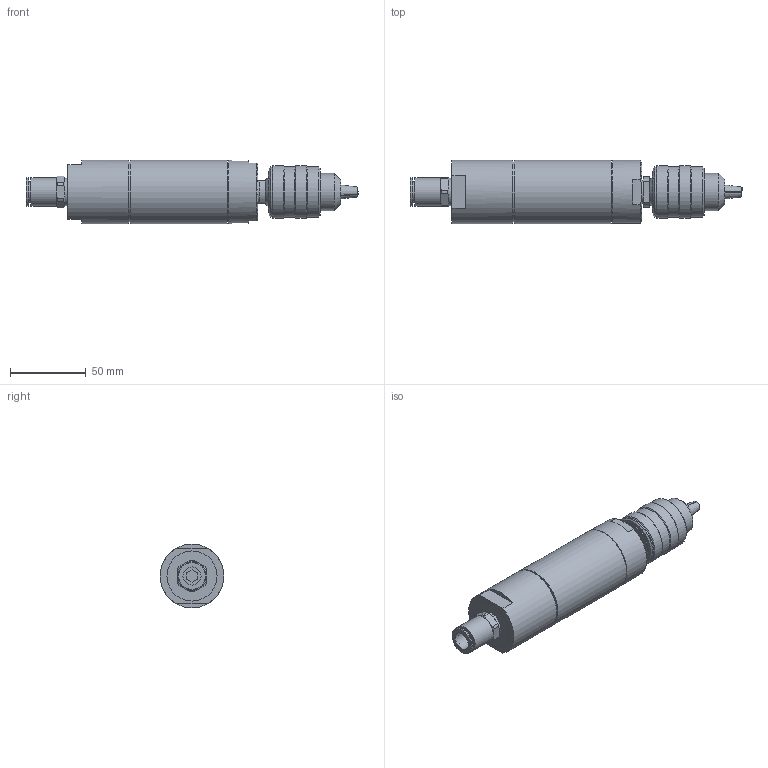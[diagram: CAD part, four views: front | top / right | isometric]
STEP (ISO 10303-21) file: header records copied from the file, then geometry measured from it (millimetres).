
FILE_DESCRIPTION((''),'2;1');
FILE_NAME('EBM 38-2900 B_60009267.stp','2008-06-12T10:46:53',('rmorof'),(''),'Autodesk Inventor 2008','Autodesk Inventor 2008','');
FILE_SCHEMA(('AUTOMOTIVE_DESIGN { 1 0 10303 214 1 1 1 1 }'));
Length unit declared in the file: millimetre
Products named in the file (1): Bauteil3
Bounding box: 218.55 x 42 x 42 mm (x, y, z)
Volume: 213671.1 mm3; surface area: 30113.8 mm2
Topology: 1 solids, 2 shells, 116 faces, 255 edges, 161 vertices
Faces by surface type: plane 57, cylinder 28, cone 27, torus 2, bspline 2
Full cylindrical faces by diameter (mm): 1.5 x1, 12 x1, 13.2 x1, 14.95 x1, 16 x1, 18 x1, 18.5 x2, 24.5 x1, 27.47 x1, 33.5 x3, 34.5 x2, 39.187 x2, 41.5 x1, 42 x2
Entity records: 3125 total; most frequent: CARTESIAN_POINT 585, DIRECTION 512, ORIENTED_EDGE 426, AXIS2_PLACEMENT_3D 218, EDGE_CURVE 213, EDGE_LOOP 168, VERTEX_POINT 153, FACE_OUTER_BOUND 116
